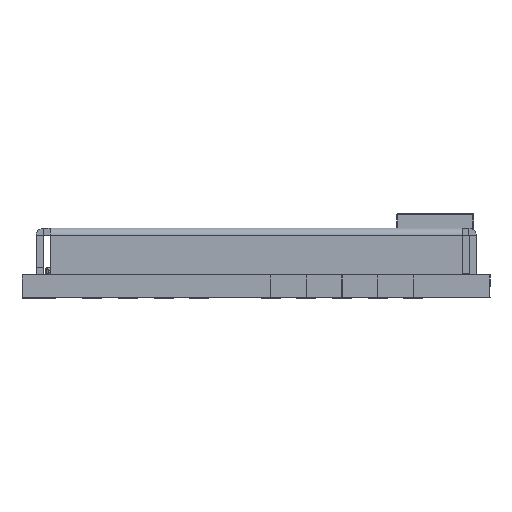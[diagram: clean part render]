
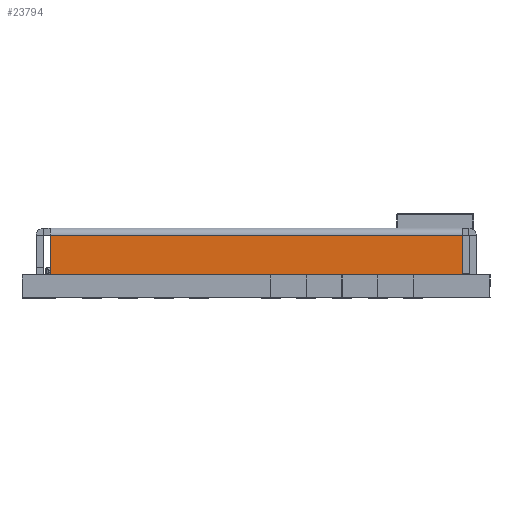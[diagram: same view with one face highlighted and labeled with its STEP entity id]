
A CAD part, left-side view. The second image highlights one B-rep face of the part: STEP entity #23794.
In plain terms, the highlighted planar face has unit normal (-1, 0, 0).
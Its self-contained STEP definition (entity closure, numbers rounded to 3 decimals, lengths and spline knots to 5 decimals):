
#4129=FACE_OUTER_BOUND('',#5660,.T.);
#5660=EDGE_LOOP('',(#20958,#20959,#20960,#20961));
#7442=LINE('',#52496,#9282);
#7446=LINE('',#52504,#9286);
#7447=LINE('',#52507,#9287);
#7450=LINE('',#52512,#9290);
#9282=VECTOR('',#31263,100.);
#9286=VECTOR('',#31271,100.);
#9287=VECTOR('',#31274,100.);
#9290=VECTOR('',#31279,100.);
#11619=VERTEX_POINT('',#52485);
#11621=VERTEX_POINT('',#52492);
#11623=VERTEX_POINT('',#52502);
#11624=VERTEX_POINT('',#52506);
#14781=EDGE_CURVE('',#11621,#11619,#7442,.T.);
#14785=EDGE_CURVE('',#11621,#11623,#7446,.T.);
#14786=EDGE_CURVE('',#11624,#11619,#7447,.T.);
#14789=EDGE_CURVE('',#11623,#11624,#7450,.T.);
#20958=ORIENTED_EDGE('',*,*,#14781,.F.);
#20959=ORIENTED_EDGE('',*,*,#14785,.T.);
#20960=ORIENTED_EDGE('',*,*,#14789,.T.);
#20961=ORIENTED_EDGE('',*,*,#14786,.T.);
#22460=PLANE('',#25900);
#23794=ADVANCED_FACE('',(#4129),#22460,.F.);
#25900=AXIS2_PLACEMENT_3D('',#52511,#31277,#31278);
#31263=DIRECTION('',(0.,0.,1.));
#31271=DIRECTION('',(0.,-1.,0.));
#31274=DIRECTION('',(0.,1.,0.));
#31277=DIRECTION('center_axis',(1.,0.,0.));
#31278=DIRECTION('ref_axis',(0.,0.,-1.));
#31279=DIRECTION('',(0.,0.,1.));
#52485=CARTESIAN_POINT('',(0.30018,-0.016,0.91));
#52492=CARTESIAN_POINT('',(0.30018,-0.016,0.03));
#52496=CARTESIAN_POINT('',(0.30018,-0.016,0.));
#52502=CARTESIAN_POINT('',(0.30018,-0.1,0.03));
#52504=CARTESIAN_POINT('',(0.30018,-0.1,0.03));
#52506=CARTESIAN_POINT('',(0.30018,-0.1,0.91));
#52507=CARTESIAN_POINT('',(0.30018,-0.015,0.91));
#52511=CARTESIAN_POINT('Origin',(0.30018,0.,
0.));
#52512=CARTESIAN_POINT('',(0.30018,-0.1,0.91));
